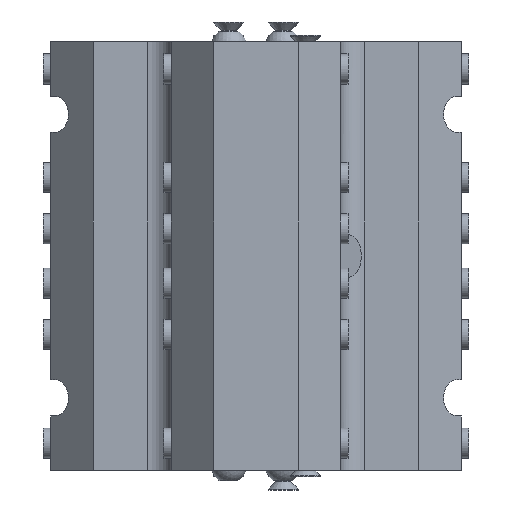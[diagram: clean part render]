
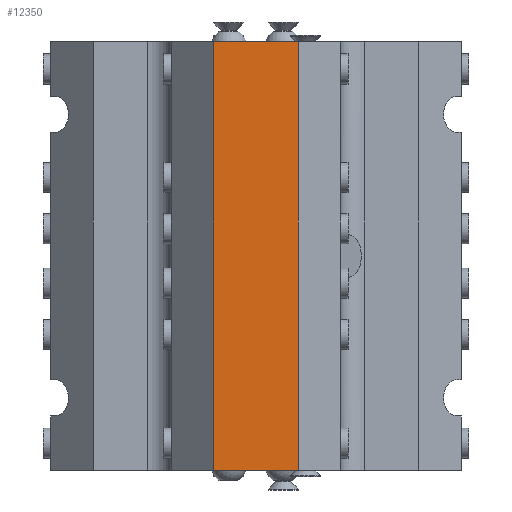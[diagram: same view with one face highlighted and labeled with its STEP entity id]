
A CAD part, left-side view. The second image highlights one B-rep face of the part: STEP entity #12350.
In plain terms, the highlighted planar face has unit normal (-1, 0, 0).
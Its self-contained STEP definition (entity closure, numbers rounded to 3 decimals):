
#2760=DIRECTION('',(0.,0.,1.));
#2761=VECTOR('',#2760,142.);
#2762=CARTESIAN_POINT('',(-151.,-14.,-71.));
#2763=LINE('',#2762,#2761);
#2776=DIRECTION('',(0.,1.,0.));
#2777=VECTOR('',#2776,28.);
#2778=CARTESIAN_POINT('',(-151.,-14.,71.));
#2779=LINE('',#2778,#2777);
#2780=DIRECTION('',(0.,-1.,0.));
#2781=VECTOR('',#2780,28.);
#2782=CARTESIAN_POINT('',(-151.,14.,-71.));
#2783=LINE('',#2782,#2781);
#2784=DIRECTION('',(0.,0.,-1.));
#2785=VECTOR('',#2784,142.);
#2786=CARTESIAN_POINT('',(-151.,14.,71.));
#2787=LINE('',#2786,#2785);
#8096=CARTESIAN_POINT('',(-151.,-14.,-71.));
#8097=CARTESIAN_POINT('',(-151.,-14.,71.));
#8098=VERTEX_POINT('',#8096);
#8099=VERTEX_POINT('',#8097);
#8104=CARTESIAN_POINT('',(-151.,14.,71.));
#8105=CARTESIAN_POINT('',(-151.,14.,-71.));
#8106=VERTEX_POINT('',#8104);
#8107=VERTEX_POINT('',#8105);
#12338=CARTESIAN_POINT('',(-151.,0.,0.));
#12339=DIRECTION('',(-1.,0.,0.));
#12340=DIRECTION('',(0.,0.,-1.));
#12341=AXIS2_PLACEMENT_3D('',#12338,#12339,#12340);
#12342=PLANE('',#12341);
#12344=ORIENTED_EDGE('',*,*,#12343,.F.);
#12345=ORIENTED_EDGE('',*,*,#9995,.F.);
#12346=ORIENTED_EDGE('',*,*,#12330,.F.);
#12347=ORIENTED_EDGE('',*,*,#9695,.F.);
#12348=EDGE_LOOP('',(#12344,#12345,#12346,#12347));
#12349=FACE_OUTER_BOUND('',#12348,.F.);
#12350=ADVANCED_FACE('',(#12349),#12342,.T.);
#9695=EDGE_CURVE('',#8107,#8098,#2783,.T.);
#9995=EDGE_CURVE('',#8099,#8106,#2779,.T.);
#12330=EDGE_CURVE('',#8098,#8099,#2763,.T.);
#12343=EDGE_CURVE('',#8106,#8107,#2787,.T.);
